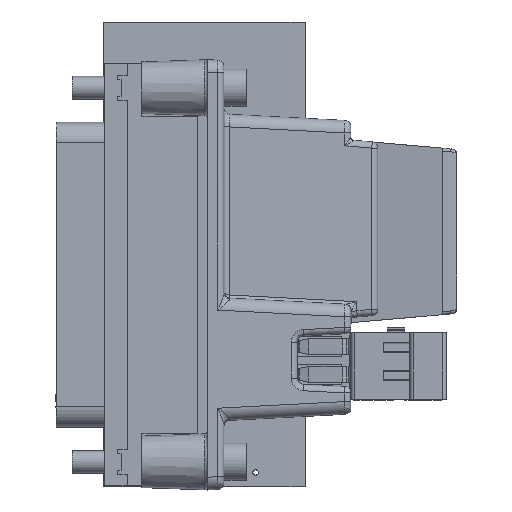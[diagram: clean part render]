
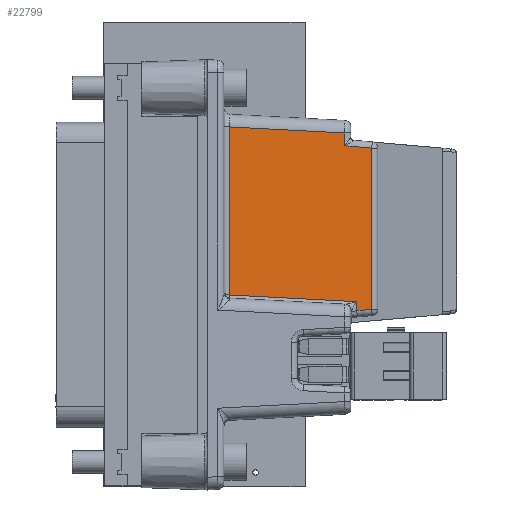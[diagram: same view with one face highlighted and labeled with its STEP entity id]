
A CAD part, top view. The second image highlights one B-rep face of the part: STEP entity #22799.
In plain terms, the highlighted planar face has unit normal (0.052, 0, 0.999).
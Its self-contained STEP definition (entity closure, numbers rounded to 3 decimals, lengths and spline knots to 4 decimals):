
#1114=LINE($,#35068,#3288);
#1123=LINE($,#35167,#3297);
#1125=LINE($,#35174,#3299);
#1130=LINE($,#35231,#3304);
#1133=LINE($,#35243,#3307);
#1134=LINE($,#35246,#3308);
#1135=LINE($,#35247,#3309);
#1136=LINE($,#35248,#3310);
#3288=VECTOR($,#27338,0.6307);
#3297=VECTOR($,#27373,0.1337);
#3299=VECTOR($,#27381,0.0634);
#3304=VECTOR($,#27408,0.7982);
#3307=VECTOR($,#27427,0.0742);
#3308=VECTOR($,#27430,0.5713);
#3309=VECTOR($,#27431,0.832);
#3310=VECTOR($,#27432,0.0446);
#5535=PLANE($,#24307);
#6454=FACE_OUTER_BOUND($,#7740,.T.);
#7740=EDGE_LOOP($,(#16665,#16666,#16667,#16668,#16669,#16670,#16671,#16672));
#10385=VERTEX_POINT($,#34597);
#10444=VERTEX_POINT($,#34965);
#10452=VERTEX_POINT($,#35067);
#10460=VERTEX_POINT($,#35146);
#10468=VERTEX_POINT($,#35166);
#10470=VERTEX_POINT($,#35172);
#10477=VERTEX_POINT($,#35226);
#10480=VERTEX_POINT($,#35245);
#12827=EDGE_CURVE($,#10444,#10452,#1114,.T.);
#12847=EDGE_CURVE($,#10460,#10468,#1123,.T.);
#12851=EDGE_CURVE($,#10470,#10460,#1125,.T.);
#12865=EDGE_CURVE($,#10468,#10477,#1130,.T.);
#12871=EDGE_CURVE($,#10477,#10385,#1133,.T.);
#12872=EDGE_CURVE($,#10480,#10470,#1134,.T.);
#12873=EDGE_CURVE($,#10452,#10480,#1135,.T.);
#12874=EDGE_CURVE($,#10385,#10444,#1136,.T.);
#16665=ORIENTED_EDGE($,*,*,#12865,.F.);
#16666=ORIENTED_EDGE($,*,*,#12847,.F.);
#16667=ORIENTED_EDGE($,*,*,#12851,.F.);
#16668=ORIENTED_EDGE($,*,*,#12872,.F.);
#16669=ORIENTED_EDGE($,*,*,#12873,.F.);
#16670=ORIENTED_EDGE($,*,*,#12827,.F.);
#16671=ORIENTED_EDGE($,*,*,#12874,.F.);
#16672=ORIENTED_EDGE($,*,*,#12871,.F.);
#22799=ADVANCED_FACE($,(#6454),#5535,.T.);
#24307=AXIS2_PLACEMENT_3D($,#35244,#27428,#27429);
#27338=DIRECTION($,(-0.997,0.052,0.052));
#27373=DIRECTION($,(0.995,-0.087,-0.052));
#27381=DIRECTION($,(0.,-1.,0.));
#27408=DIRECTION($,(0.,-1.,0.));
#27427=DIRECTION($,(-0.995,-0.087,0.052));
#27428=DIRECTION('center_axis',(0.052,0.,
0.999));
#27429=DIRECTION('ref_axis',(0.,-1.,0.));
#27430=DIRECTION($,(0.997,-0.052,-0.052));
#27431=DIRECTION($,(0.,1.,0.));
#27432=DIRECTION($,(0.,1.,0.));
#34597=CARTESIAN_POINT('',(0.7263,-0.2797,0.1282));
#34965=CARTESIAN_POINT('',(0.7263,-0.2351,0.1282));
#35067=CARTESIAN_POINT('',(0.0973,-0.2021,0.1612));
#35068=CARTESIAN_POINT($,(-0.014,-0.1963,0.167));
#35146=CARTESIAN_POINT('',(0.6671,0.5366,0.1313));
#35166=CARTESIAN_POINT('',(0.8001,0.5249,0.1244));
#35167=CARTESIAN_POINT($,(0.6487,0.5382,0.1323));
#35172=CARTESIAN_POINT('',(0.6671,0.6,0.1313));
#35174=CARTESIAN_POINT($,(0.6671,-0.1488,0.1313));
#35226=CARTESIAN_POINT('',(0.8001,-0.2733,0.1244));
#35231=CARTESIAN_POINT($,(0.8001,-0.157,0.1244));
#35243=CARTESIAN_POINT($,(0.355,-0.3122,0.1477));
#35244=CARTESIAN_POINT('Origin',(-0.0123,-0.212,
0.167));
#35245=CARTESIAN_POINT('',(0.0973,0.6298,0.1612));
#35246=CARTESIAN_POINT($,(0.0082,0.6345,0.1659));
#35247=CARTESIAN_POINT($,(0.0973,-0.157,0.1612));
#35248=CARTESIAN_POINT($,(0.7263,-0.1488,0.1282));
